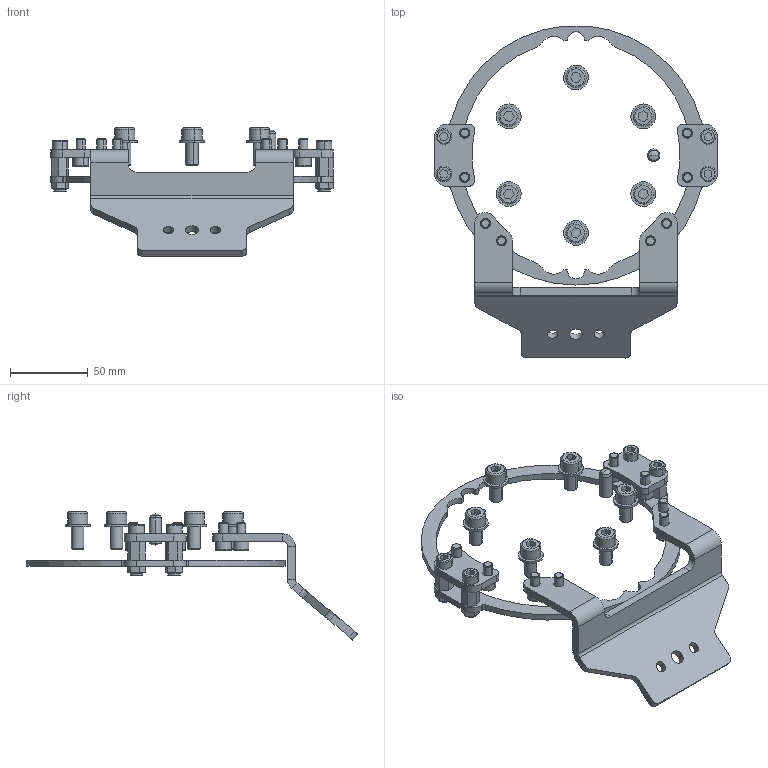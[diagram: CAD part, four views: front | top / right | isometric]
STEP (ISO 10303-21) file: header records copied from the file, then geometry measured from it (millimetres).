
FILE_DESCRIPTION (( 'STEP AP214' ), '1' );
FILE_NAME ('P5202.STEP', '2021-09-21T11:20:56', ( '' ), ( '' ), 'SwSTEP 2.0', 'SolidWorks 2019', '' );
FILE_SCHEMA (( 'AUTOMOTIVE_DESIGN' ));
Length unit declared in the file: millimetre
Products named in the file (1): P5202
Bounding box: 182 x 213.53 x 82.45 mm (x, y, z)
Volume: 103331.3 mm3; surface area: 64727.5 mm2
Topology: 37 solids, 37 shells, 666 faces, 1500 edges, 952 vertices
Faces by surface type: plane 318, cylinder 238, cone 54, torus 52, sphere 4
Entity records: 26366 total; most frequent: DIRECTION 3456, CARTESIAN_POINT 3111, ORIENTED_EDGE 2984, EDGE_CURVE 1492, AXIS2_PLACEMENT_3D 1297, VERTEX_POINT 952, VECTOR 862, LINE 862
